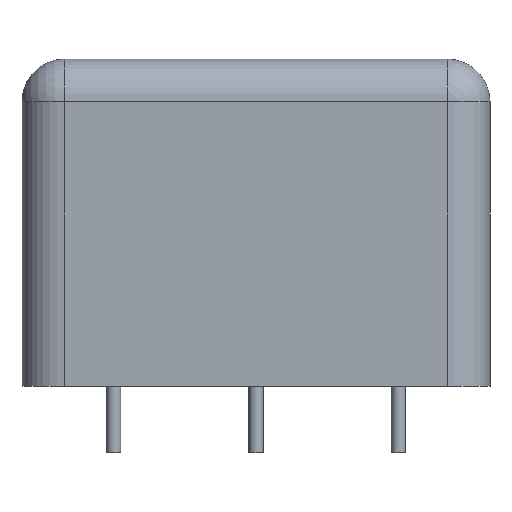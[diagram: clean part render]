
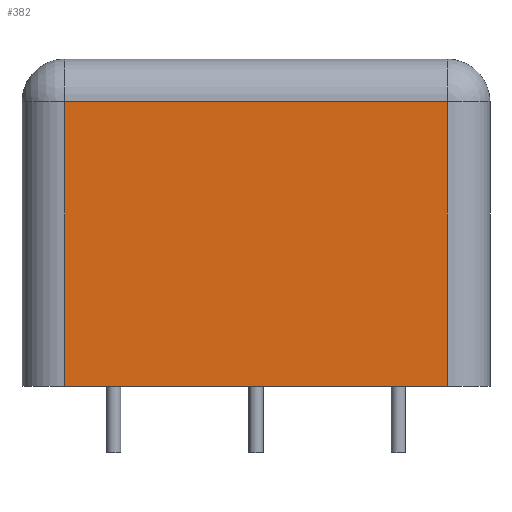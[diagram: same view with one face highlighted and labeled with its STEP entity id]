
A CAD part, front view. The second image highlights one B-rep face of the part: STEP entity #382.
In plain terms, the highlighted planar face has unit normal (0, -1, 0).
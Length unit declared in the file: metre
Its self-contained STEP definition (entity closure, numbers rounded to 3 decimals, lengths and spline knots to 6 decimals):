
#70=ORIENTED_EDGE('',*,*,#166,.F.);
#71=ORIENTED_EDGE('',*,*,#167,.T.);
#72=ORIENTED_EDGE('',*,*,#168,.T.);
#73=ORIENTED_EDGE('',*,*,#169,.T.);
#166=EDGE_CURVE('',#214,#215,#246,.T.);
#167=EDGE_CURVE('',#214,#216,#247,.F.);
#168=EDGE_CURVE('',#216,#217,#248,.T.);
#169=EDGE_CURVE('',#217,#215,#249,.T.);
#214=VERTEX_POINT('',#697);
#215=VERTEX_POINT('',#698);
#216=VERTEX_POINT('',#700);
#217=VERTEX_POINT('',#702);
#246=LINE('',#696,#266);
#247=LINE('',#699,#267);
#248=LINE('',#701,#268);
#249=LINE('',#703,#269);
#266=VECTOR('',#560,1.);
#267=VECTOR('',#561,1.);
#268=VECTOR('',#562,1.);
#269=VECTOR('',#563,1.);
#286=EDGE_LOOP('',(#70,#71,#72,#73));
#328=FACE_BOUND('',#286,.T.);
#370=PLANE('',#498);
#382=ADVANCED_FACE('',(#328),#370,.T.);
#498=AXIS2_PLACEMENT_3D('',#695,#558,#559);
#558=DIRECTION('',(0.,-1.,0.));
#559=DIRECTION('',(1.,0.,0.));
#560=DIRECTION('',(-1.,0.,0.));
#561=DIRECTION('',(0.,0.,-1.));
#562=DIRECTION('',(-1.,0.,0.));
#563=DIRECTION('',(0.,0.,-1.));
#695=CARTESIAN_POINT('',(0.,-0.011811,0.023368));
#696=CARTESIAN_POINT('',(0.,-0.011811,0.));
#697=CARTESIAN_POINT('',(0.013653,-0.011811,0.));
#698=CARTESIAN_POINT('',(-0.013653,-0.011811,0.));
#699=CARTESIAN_POINT('',(0.013653,-0.011811,0.023368));
#700=CARTESIAN_POINT('',(0.013653,-0.011811,0.02032));
#701=CARTESIAN_POINT('',(0.,-0.011811,0.02032));
#702=CARTESIAN_POINT('',(-0.013653,-0.011811,0.02032));
#703=CARTESIAN_POINT('',(-0.013653,-0.011811,0.023368));
